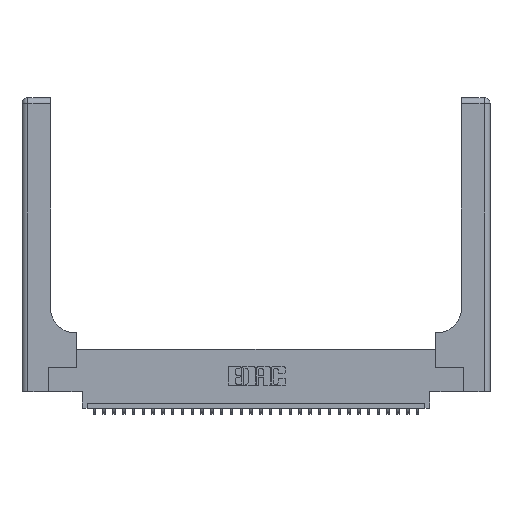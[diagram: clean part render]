
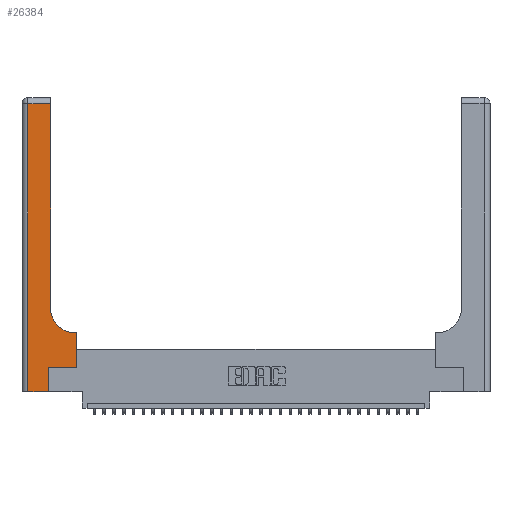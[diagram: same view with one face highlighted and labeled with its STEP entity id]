
A CAD part, top view. The second image highlights one B-rep face of the part: STEP entity #26384.
In plain terms, the highlighted planar face has unit normal (0, 0, 1).
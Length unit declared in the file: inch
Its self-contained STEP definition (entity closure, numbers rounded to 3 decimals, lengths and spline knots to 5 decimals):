
#265 = VERTEX_POINT ( 'NONE', #31784 ) ;
#461 = VECTOR ( 'NONE', #15162, 39.37008 ) ;
#2017 = CARTESIAN_POINT ( 'NONE',  ( 0.2915, 2.94, 0.37 ) ) ;
#2303 = DIRECTION ( 'NONE',  ( 1., 0., 0. ) ) ;
#3291 = ORIENTED_EDGE ( 'NONE', *, *, #8771, .T. ) ;
#3523 = EDGE_CURVE ( 'NONE', #5975, #24978, #7075, .T. ) ;
#3683 = VECTOR ( 'NONE', #10969, 39.37008 ) ;
#3988 = ORIENTED_EDGE ( 'NONE', *, *, #22484, .T. ) ;
#4020 = CARTESIAN_POINT ( 'NONE',  ( 0.269, 0., 0.37 ) ) ;
#4405 = CIRCLE ( 'NONE', #15209, 0.25 ) ;
#5021 = LINE ( 'NONE', #6933, #26378 ) ;
#5035 = PLANE ( 'NONE',  #10750 ) ;
#5353 = CARTESIAN_POINT ( 'NONE',  ( 0.2915, 0.85, 0.37 ) ) ;
#5975 = VERTEX_POINT ( 'NONE', #2017 ) ;
#6792 = CARTESIAN_POINT ( 'NONE',  ( 0.5585, 0.25, 0.37 ) ) ;
#6933 = CARTESIAN_POINT ( 'NONE',  ( 0.06, 3., 0.37 ) ) ;
#7075 = LINE ( 'NONE', #10267, #461 ) ;
#7199 = ORIENTED_EDGE ( 'NONE', *, *, #18256, .T. ) ;
#7215 = LINE ( 'NONE', #6792, #28175 ) ;
#7306 = CARTESIAN_POINT ( 'NONE',  ( 0., 3., 0.37 ) ) ;
#7316 = LINE ( 'NONE', #14232, #31758 ) ;
#7639 = VECTOR ( 'NONE', #30023, 39.37008 ) ;
#7905 = CARTESIAN_POINT ( 'NONE',  ( 0.5415, 0.6, 0.37 ) ) ;
#7947 = CARTESIAN_POINT ( 'NONE',  ( 0.06, 0., 0.37 ) ) ;
#8023 = ORIENTED_EDGE ( 'NONE', *, *, #27790, .T. ) ;
#8771 = EDGE_CURVE ( 'NONE', #18684, #13600, #7316, .T. ) ;
#9515 = VECTOR ( 'NONE', #26631, 39.37008 ) ;
#10205 = CARTESIAN_POINT ( 'NONE',  ( 0.269, 0.25, 0.37 ) ) ;
#10267 = CARTESIAN_POINT ( 'NONE',  ( 0., 2.94, 0.37 ) ) ;
#10382 = VERTEX_POINT ( 'NONE', #21137 ) ;
#10750 = AXIS2_PLACEMENT_3D ( 'NONE', #7306, #14656, #15048 ) ;
#10969 = DIRECTION ( 'NONE',  ( -1., 0., 0. ) ) ;
#10991 = CARTESIAN_POINT ( 'NONE',  ( 0.269, 0., 0.37 ) ) ;
#11068 = ORIENTED_EDGE ( 'NONE', *, *, #14602, .T. ) ;
#13600 = VERTEX_POINT ( 'NONE', #10991 ) ;
#13952 = EDGE_LOOP ( 'NONE', ( #7199, #18033, #3988, #3291, #30439, #29226, #8023, #11068, #24134 ) ) ;
#14200 = DIRECTION ( 'NONE',  ( 1., 0., 0. ) ) ;
#14232 = CARTESIAN_POINT ( 'NONE',  ( 0., 0., 0.37 ) ) ;
#14501 = VERTEX_POINT ( 'NONE', #5353 ) ;
#14602 = EDGE_CURVE ( 'NONE', #10382, #31580, #24607, .T. ) ;
#14656 = DIRECTION ( 'NONE',  ( 0., 0., -1. ) ) ;
#14754 = FACE_OUTER_BOUND ( 'NONE', #13952, .T. ) ;
#15048 = DIRECTION ( 'NONE',  ( -1., 0., 0. ) ) ;
#15162 = DIRECTION ( 'NONE',  ( -1., 0., 0. ) ) ;
#15209 = AXIS2_PLACEMENT_3D ( 'NONE', #26984, #28972, #14200 ) ;
#16799 = DIRECTION ( 'NONE',  ( 0., 1., 0. ) ) ;
#16870 = LINE ( 'NONE', #4020, #9515 ) ;
#17948 = VECTOR ( 'NONE', #2303, 39.37008 ) ;
#18033 = ORIENTED_EDGE ( 'NONE', *, *, #3523, .T. ) ;
#18256 = EDGE_CURVE ( 'NONE', #14501, #5975, #25099, .T. ) ;
#18684 = VERTEX_POINT ( 'NONE', #7947 ) ;
#19415 = DIRECTION ( 'NONE',  ( 0., -1., 0. ) ) ;
#20843 = EDGE_CURVE ( 'NONE', #31580, #14501, #4405, .T. ) ;
#20892 = EDGE_CURVE ( 'NONE', #28603, #265, #29931, .T. ) ;
#21137 = CARTESIAN_POINT ( 'NONE',  ( 0.5585, 0.6, 0.37 ) ) ;
#22165 = CARTESIAN_POINT ( 'NONE',  ( 0.269, 0.25, 0.37 ) ) ;
#22484 = EDGE_CURVE ( 'NONE', #24978, #18684, #5021, .T. ) ;
#23473 = CARTESIAN_POINT ( 'NONE',  ( 0.06, 2.94, 0.37 ) ) ;
#24134 = ORIENTED_EDGE ( 'NONE', *, *, #20843, .T. ) ;
#24607 = LINE ( 'NONE', #30711, #3683 ) ;
#24769 = DIRECTION ( 'NONE',  ( 1., 0., 0. ) ) ;
#24978 = VERTEX_POINT ( 'NONE', #23473 ) ;
#25099 = LINE ( 'NONE', #27749, #7639 ) ;
#26378 = VECTOR ( 'NONE', #19415, 39.37008 ) ;
#26384 = ADVANCED_FACE ( 'NONE', ( #14754 ), #5035, .F. ) ;
#26631 = DIRECTION ( 'NONE',  ( 0., 1., 0. ) ) ;
#26984 = CARTESIAN_POINT ( 'NONE',  ( 0.5415, 0.85, 0.37 ) ) ;
#27749 = CARTESIAN_POINT ( 'NONE',  ( 0.2915, 3., 0.37 ) ) ;
#27790 = EDGE_CURVE ( 'NONE', #265, #10382, #7215, .T. ) ;
#28175 = VECTOR ( 'NONE', #16799, 39.37008 ) ;
#28603 = VERTEX_POINT ( 'NONE', #22165 ) ;
#28972 = DIRECTION ( 'NONE',  ( 0., 0., -1. ) ) ;
#29226 = ORIENTED_EDGE ( 'NONE', *, *, #20892, .T. ) ;
#29633 = EDGE_CURVE ( 'NONE', #13600, #28603, #16870, .T. ) ;
#29931 = LINE ( 'NONE', #10205, #17948 ) ;
#30023 = DIRECTION ( 'NONE',  ( 0., 1., 0. ) ) ;
#30439 = ORIENTED_EDGE ( 'NONE', *, *, #29633, .T. ) ;
#30711 = CARTESIAN_POINT ( 'NONE',  ( 0.2915, 0.6, 0.37 ) ) ;
#31580 = VERTEX_POINT ( 'NONE', #7905 ) ;
#31758 = VECTOR ( 'NONE', #24769, 39.37008 ) ;
#31784 = CARTESIAN_POINT ( 'NONE',  ( 0.5585, 0.25, 0.37 ) ) ;
